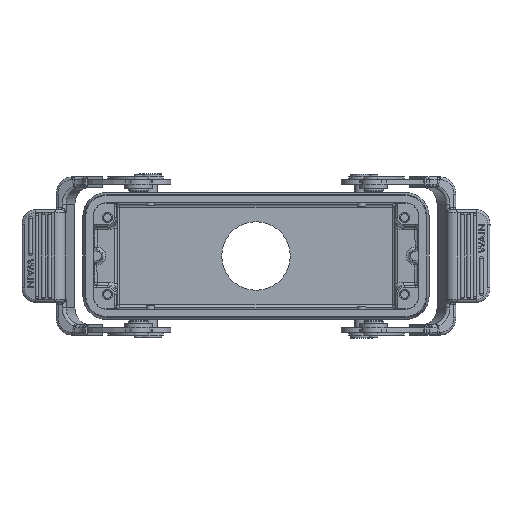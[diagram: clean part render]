
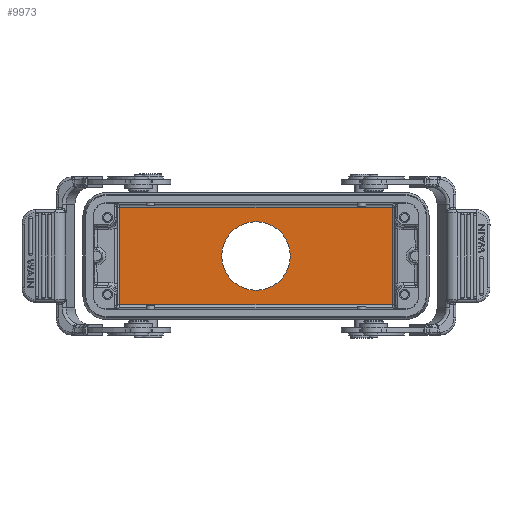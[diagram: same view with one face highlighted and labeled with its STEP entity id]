
A CAD part, front view. The second image highlights one B-rep face of the part: STEP entity #9973.
In plain terms, the highlighted planar face has unit normal (0, -1, 0).
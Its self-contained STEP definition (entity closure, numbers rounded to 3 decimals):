
#2878=LINE('',#57957,#5326);
#2880=LINE('',#57963,#5328);
#2881=LINE('',#57968,#5329);
#2914=LINE('',#58210,#5362);
#5326=VECTOR('',#40286,1.);
#5328=VECTOR('',#40292,1.);
#5329=VECTOR('',#40297,1.);
#5362=VECTOR('',#40436,1.);
#9973=ADVANCED_FACE('NONE',(#11345,#11346),#10881,.F.);
#10881=PLANE('',#32668);
#11345=FACE_BOUND('',#13339,.T.);
#11346=FACE_BOUND('',#13340,.T.);
#13339=EDGE_LOOP('',(#21651,#21652,#21653,#21654));
#13340=EDGE_LOOP('',(#21655));
#21651=ORIENTED_EDGE('',*,*,#28818,.F.);
#21652=ORIENTED_EDGE('',*,*,#28823,.F.);
#21653=ORIENTED_EDGE('',*,*,#28887,.T.);
#21654=ORIENTED_EDGE('',*,*,#28821,.F.);
#21655=ORIENTED_EDGE('',*,*,#28888,.T.);
#24521=VERTEX_POINT('',#56927);
#24525=VERTEX_POINT('',#56935);
#24642=VERTEX_POINT('',#57961);
#24643=VERTEX_POINT('',#57966);
#24673=VERTEX_POINT('',#58212);
#28818=EDGE_CURVE('NONE',#24525,#24521,#2878,.T.);
#28821=EDGE_CURVE('NONE',#24521,#24642,#2880,.T.);
#28823=EDGE_CURVE('NONE',#24643,#24525,#2881,.T.);
#28887=EDGE_CURVE('NONE',#24643,#24642,#2914,.T.);
#28888=EDGE_CURVE('NONE',#24673,#24673,#30018,.T.);
#30018=CIRCLE('',#32667,12.);
#32667=AXIS2_PLACEMENT_3D('',#58211,#40437,#40438);
#32668=AXIS2_PLACEMENT_3D('',#58213,#40439,#40440);
#40286=DIRECTION('',(1.,0.,0.));
#40292=DIRECTION('',(0.,0.,-1.));
#40297=DIRECTION('',(0.,0.,1.));
#40436=DIRECTION('',(1.,0.,0.));
#40437=DIRECTION('',(0.,1.,0.));
#40438=DIRECTION('',(0.,0.,1.));
#40439=DIRECTION('',(0.,1.,0.));
#40440=DIRECTION('',(0.,0.,1.));
#56927=CARTESIAN_POINT('',(47.635,28.9,17.135));
#56935=CARTESIAN_POINT('',(-47.635,28.9,17.135));
#57957=CARTESIAN_POINT('',(0.,28.9,17.135));
#57961=CARTESIAN_POINT('',(47.635,28.9,-17.135));
#57963=CARTESIAN_POINT('',(47.635,28.9,0.));
#57966=CARTESIAN_POINT('',(-47.635,28.9,-17.135));
#57968=CARTESIAN_POINT('',(-47.635,28.9,0.));
#58210=CARTESIAN_POINT('',(0.,28.9,-17.135));
#58211=CARTESIAN_POINT('',(0.,28.9,0.));
#58212=CARTESIAN_POINT('',(0.,28.9,12.));
#58213=CARTESIAN_POINT('',(0.,28.9,0.));
